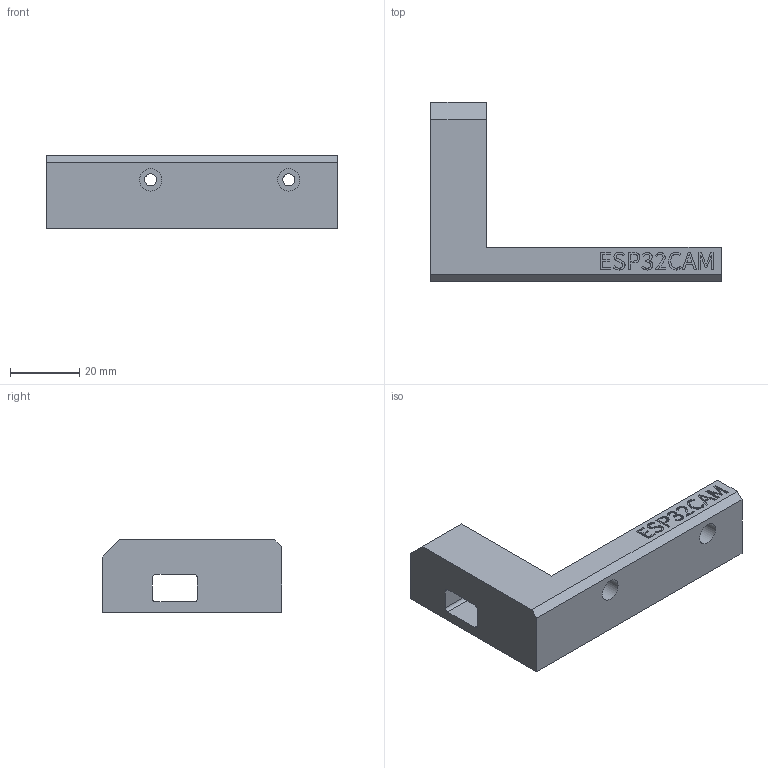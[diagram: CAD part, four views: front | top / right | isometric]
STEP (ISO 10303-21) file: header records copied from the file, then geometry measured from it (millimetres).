
FILE_DESCRIPTION(/* description */ (''),/* implementation_level */ '2;1');
FILE_NAME(/* name */ 'Base v19.step',/* time_stamp */ '2024-05-08T20:34:06-06:00',/* author */ (''),/* organization */ (''),/* preprocessor_version */ 'ST-DEVELOPER v20',/* originating_system */ 'Autodesk Translation Framework v12.20.1.177',/* authorisation */ '');
FILE_SCHEMA (('AUTOMOTIVE_DESIGN { 1 0 10303 214 3 1 1 }'));
Length unit declared in the file: millimetre
Products named in the file (1): Base
Bounding box: 84.04 x 51.91 x 21 mm (x, y, z)
Volume: 29176.9 mm3; surface area: 9341.5 mm2
Topology: 1 solids, 1 shells, 237 faces, 669 edges, 446 vertices
Faces by surface type: bspline 138, plane 91, cylinder 8
Full cylindrical faces by diameter (mm): 3.5 x2, 6.5 x2
Entity records: 8951 total; most frequent: CARTESIAN_POINT 3699, ORIENTED_EDGE 1338, EDGE_CURVE 669, DIRECTION 609, VERTEX_POINT 446, LINE 377, VECTOR 377, B_SPLINE_CURVE_WITH_KNOTS 276
